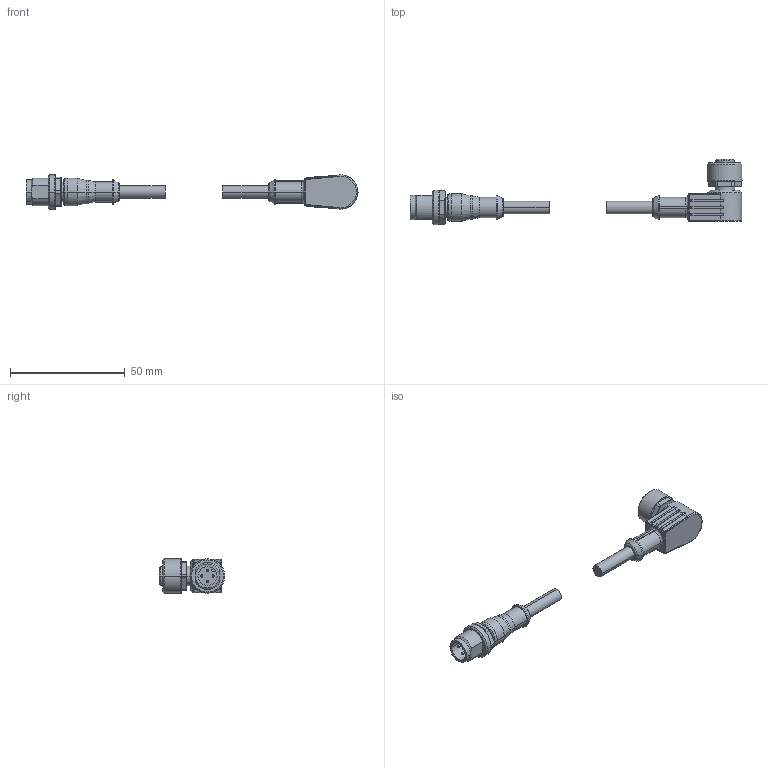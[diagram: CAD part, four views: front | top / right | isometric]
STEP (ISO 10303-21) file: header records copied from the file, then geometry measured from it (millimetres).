
FILE_DESCRIPTION (( 'STEP AP203' ), '1' );
FILE_NAME ('7000-40121-2140300.step', '2025-06-04T18:59:01', ( '' ), ( '' ), 'SwSTEP 2.0', 'SolidWorks 2024', '' );
FILE_SCHEMA (( 'CONFIG_CONTROL_DESIGN' ));
Length unit declared in the file: millimetre
Products named in the file (3): 7000-40121-2140300_MALE; 7000-40121-2140300; 7000-40121-2140300_FEMALE 90
Assembly tree (2 placements, depth 2):
  7000-40121-2140300
    7000-40121-2140300_FEMALE 90
    7000-40121-2140300_MALE
Bounding box: 144.7 x 28.5 x 15 mm (x, y, z)
Volume: 10768.1 mm3; surface area: 6088.7 mm2
Topology: 2 solids, 2 shells, 248 faces, 588 edges, 368 vertices
Faces by surface type: cylinder 95, plane 91, cone 37, torus 21, sphere 4
Entity records: 7547 total; most frequent: CARTESIAN_POINT 1371, DIRECTION 1334, ORIENTED_EDGE 1176, EDGE_CURVE 588, AXIS2_PLACEMENT_3D 541, VERTEX_POINT 368, CIRCLE 288, EDGE_LOOP 272
